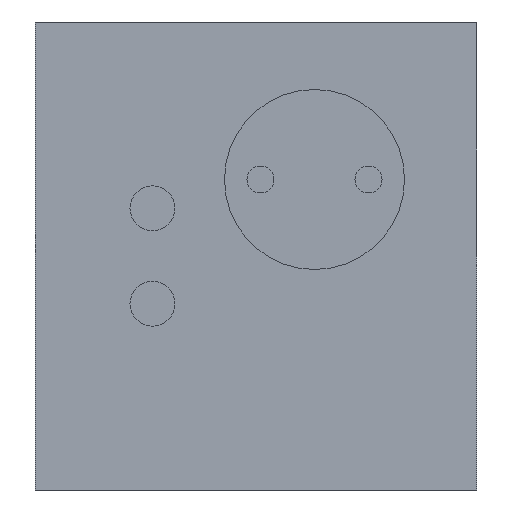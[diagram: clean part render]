
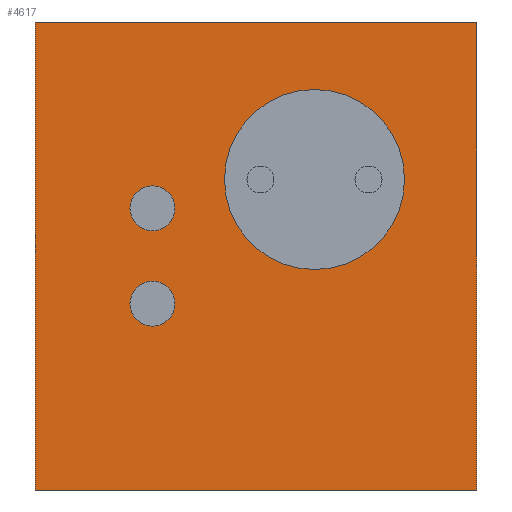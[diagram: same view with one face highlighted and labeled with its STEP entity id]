
A CAD part, left-side view. The second image highlights one B-rep face of the part: STEP entity #4617.
In plain terms, the highlighted planar face has unit normal (-1, 0, 0).
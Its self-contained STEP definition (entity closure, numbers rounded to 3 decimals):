
#45=DIRECTION('',(0.,-1.,0.));
#46=VECTOR('',#45,49.);
#47=CARTESIAN_POINT('',(0.,49.,0.));
#48=LINE('',#47,#46);
#539=DIRECTION('',(0.,0.,1.));
#540=VECTOR('',#539,52.);
#541=CARTESIAN_POINT('',(0.,49.,-52.));
#542=LINE('',#541,#540);
#583=DIRECTION('',(0.,-1.,0.));
#584=VECTOR('',#583,49.);
#585=CARTESIAN_POINT('',(0.,49.,-52.));
#586=LINE('',#585,#584);
#587=DIRECTION('',(0.,0.,1.));
#588=VECTOR('',#587,52.);
#589=CARTESIAN_POINT('',(0.,0.,-52.));
#590=LINE('',#589,#588);
#591=CARTESIAN_POINT('',(0.,18.,-17.5));
#592=DIRECTION('',(1.,0.,0.));
#593=DIRECTION('',(0.,0.,-1.));
#594=AXIS2_PLACEMENT_3D('',#591,#592,#593);
#596=CARTESIAN_POINT('',(0.,18.,-17.5));
#597=DIRECTION('',(1.,0.,0.));
#598=DIRECTION('',(0.,0.,1.));
#599=AXIS2_PLACEMENT_3D('',#596,#597,#598);
#601=CARTESIAN_POINT('',(0.,36.,-31.3));
#602=DIRECTION('',(1.,0.,0.));
#603=DIRECTION('',(0.,0.,-1.));
#604=AXIS2_PLACEMENT_3D('',#601,#602,#603);
#606=CARTESIAN_POINT('',(0.,36.,-31.3));
#607=DIRECTION('',(1.,0.,0.));
#608=DIRECTION('',(0.,0.,1.));
#609=AXIS2_PLACEMENT_3D('',#606,#607,#608);
#611=CARTESIAN_POINT('',(0.,36.,-20.7));
#612=DIRECTION('',(1.,0.,0.));
#613=DIRECTION('',(0.,0.,-1.));
#614=AXIS2_PLACEMENT_3D('',#611,#612,#613);
#616=CARTESIAN_POINT('',(0.,36.,-20.7));
#617=DIRECTION('',(1.,0.,0.));
#618=DIRECTION('',(0.,0.,1.));
#619=AXIS2_PLACEMENT_3D('',#616,#617,#618);
#3231=CARTESIAN_POINT('',(0.,0.,-52.));
#3232=VERTEX_POINT('',#3231);
#3233=CARTESIAN_POINT('',(0.,49.,-52.));
#3234=VERTEX_POINT('',#3233);
#3255=CARTESIAN_POINT('',(0.,0.,0.));
#3256=VERTEX_POINT('',#3255);
#3261=CARTESIAN_POINT('',(0.,49.,0.));
#3262=VERTEX_POINT('',#3261);
#3263=CARTESIAN_POINT('',(0.,18.,-27.5));
#3264=CARTESIAN_POINT('',(0.,18.,-7.5));
#3265=VERTEX_POINT('',#3263);
#3266=VERTEX_POINT('',#3264);
#3267=CARTESIAN_POINT('',(0.,36.,-33.8));
#3268=CARTESIAN_POINT('',(0.,36.,-28.8));
#3269=VERTEX_POINT('',#3267);
#3270=VERTEX_POINT('',#3268);
#3271=CARTESIAN_POINT('',(0.,36.,-23.2));
#3272=CARTESIAN_POINT('',(0.,36.,-18.2));
#3273=VERTEX_POINT('',#3271);
#3274=VERTEX_POINT('',#3272);
#4587=CARTESIAN_POINT('',(0.,24.5,-26.));
#4588=DIRECTION('',(1.,0.,0.));
#4589=DIRECTION('',(0.,-1.,0.));
#4590=AXIS2_PLACEMENT_3D('',#4587,#4588,#4589);
#4591=PLANE('',#4590);
#4592=ORIENTED_EDGE('',*,*,#4464,.F.);
#4593=ORIENTED_EDGE('',*,*,#4558,.T.);
#4594=ORIENTED_EDGE('',*,*,#4119,.T.);
#4596=ORIENTED_EDGE('',*,*,#4595,.F.);
#4597=EDGE_LOOP('',(#4592,#4593,#4594,#4596));
#4598=FACE_OUTER_BOUND('',#4597,.F.);
#4600=ORIENTED_EDGE('',*,*,#4599,.F.);
#4602=ORIENTED_EDGE('',*,*,#4601,.F.);
#4603=EDGE_LOOP('',(#4600,#4602));
#4604=FACE_BOUND('',#4603,.F.);
#4606=ORIENTED_EDGE('',*,*,#4605,.F.);
#4608=ORIENTED_EDGE('',*,*,#4607,.F.);
#4609=EDGE_LOOP('',(#4606,#4608));
#4610=FACE_BOUND('',#4609,.F.);
#4612=ORIENTED_EDGE('',*,*,#4611,.F.);
#4614=ORIENTED_EDGE('',*,*,#4613,.F.);
#4615=EDGE_LOOP('',(#4612,#4614));
#4616=FACE_BOUND('',#4615,.F.);
#4617=ADVANCED_FACE('',(#4598,#4604,#4610,#4616),#4591,.F.);
#595=CIRCLE('',#594,10.);
#600=CIRCLE('',#599,10.);
#605=CIRCLE('',#604,2.5);
#610=CIRCLE('',#609,2.5);
#615=CIRCLE('',#614,2.5);
#620=CIRCLE('',#619,2.5);
#4119=EDGE_CURVE('',#3262,#3256,#48,.T.);
#4464=EDGE_CURVE('',#3234,#3232,#586,.T.);
#4558=EDGE_CURVE('',#3234,#3262,#542,.T.);
#4595=EDGE_CURVE('',#3232,#3256,#590,.T.);
#4599=EDGE_CURVE('',#3265,#3266,#595,.T.);
#4601=EDGE_CURVE('',#3266,#3265,#600,.T.);
#4605=EDGE_CURVE('',#3269,#3270,#605,.T.);
#4607=EDGE_CURVE('',#3270,#3269,#610,.T.);
#4611=EDGE_CURVE('',#3273,#3274,#615,.T.);
#4613=EDGE_CURVE('',#3274,#3273,#620,.T.);
